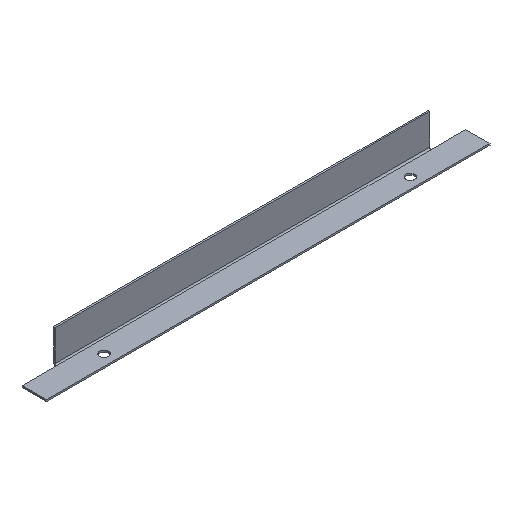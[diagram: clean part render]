
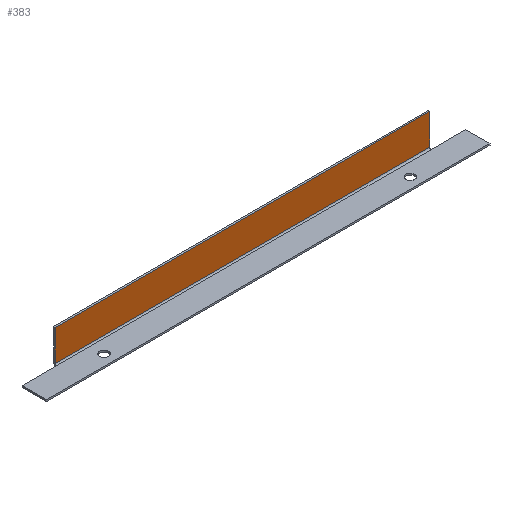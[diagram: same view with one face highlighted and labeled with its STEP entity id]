
A CAD part, isometric view. The second image highlights one B-rep face of the part: STEP entity #383.
In plain terms, the highlighted planar face has unit normal (0, -1, 0).
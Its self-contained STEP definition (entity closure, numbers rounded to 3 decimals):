
#31 = CARTESIAN_POINT ( 'NONE',  ( 25.5, 18.8, 23.8 ) ) ;
#33 = VECTOR ( 'NONE', #77, 1000. ) ;
#35 = VECTOR ( 'NONE', #364, 1000. ) ;
#41 = VECTOR ( 'NONE', #296, 1000. ) ;
#45 = LINE ( 'NONE', #31, #35 ) ;
#47 = FACE_OUTER_BOUND ( 'NONE', #368, .T. ) ;
#73 = EDGE_CURVE ( 'NONE', #110, #459, #115, .T. ) ;
#76 = ORIENTED_EDGE ( 'NONE', *, *, #298, .F. ) ;
#77 = DIRECTION ( 'NONE',  ( -1., 0., 0. ) ) ;
#108 = DIRECTION ( 'NONE',  ( 1., 0., 0. ) ) ;
#110 = VERTEX_POINT ( 'NONE', #504 ) ;
#115 = LINE ( 'NONE', #119, #41 ) ;
#119 = CARTESIAN_POINT ( 'NONE',  ( 300.5, 18.8, 0. ) ) ;
#123 = AXIS2_PLACEMENT_3D ( 'NONE', #512, #426, #376 ) ;
#124 = EDGE_CURVE ( 'NONE', #459, #137, #485, .T. ) ;
#137 = VERTEX_POINT ( 'NONE', #332 ) ;
#139 = PLANE ( 'NONE',  #123 ) ;
#158 = ORIENTED_EDGE ( 'NONE', *, *, #73, .F. ) ;
#196 = EDGE_CURVE ( 'NONE', #137, #480, #45, .T. ) ;
#216 = CARTESIAN_POINT ( 'NONE',  ( 300.5, 18.8, 23.8 ) ) ;
#246 = LINE ( 'NONE', #216, #446 ) ;
#287 = CARTESIAN_POINT ( 'NONE',  ( 300.5, 18.8, 1. ) ) ;
#296 = DIRECTION ( 'NONE',  ( 0., 0., -1. ) ) ;
#298 = EDGE_CURVE ( 'NONE', #480, #110, #246, .T. ) ;
#332 = CARTESIAN_POINT ( 'NONE',  ( 25.5, 18.8, 1. ) ) ;
#364 = DIRECTION ( 'NONE',  ( 0., 0., 1. ) ) ;
#368 = EDGE_LOOP ( 'NONE', ( #419, #521, #158, #76 ) ) ;
#374 = CARTESIAN_POINT ( 'NONE',  ( 25.5, 18.8, 23.8 ) ) ;
#376 = DIRECTION ( 'NONE',  ( 0., 0., -1. ) ) ;
#381 = CARTESIAN_POINT ( 'NONE',  ( 300.5, 18.8, 1. ) ) ;
#383 = ADVANCED_FACE ( 'NONE', ( #47 ), #139, .T. ) ;
#419 = ORIENTED_EDGE ( 'NONE', *, *, #196, .F. ) ;
#426 = DIRECTION ( 'NONE',  ( 0., -1., 0. ) ) ;
#446 = VECTOR ( 'NONE', #108, 1000. ) ;
#459 = VERTEX_POINT ( 'NONE', #381 ) ;
#480 = VERTEX_POINT ( 'NONE', #374 ) ;
#485 = LINE ( 'NONE', #287, #33 ) ;
#504 = CARTESIAN_POINT ( 'NONE',  ( 300.5, 18.8, 23.8 ) ) ;
#512 = CARTESIAN_POINT ( 'NONE',  ( 0., 18.8, 0. ) ) ;
#521 = ORIENTED_EDGE ( 'NONE', *, *, #124, .F. ) ;
